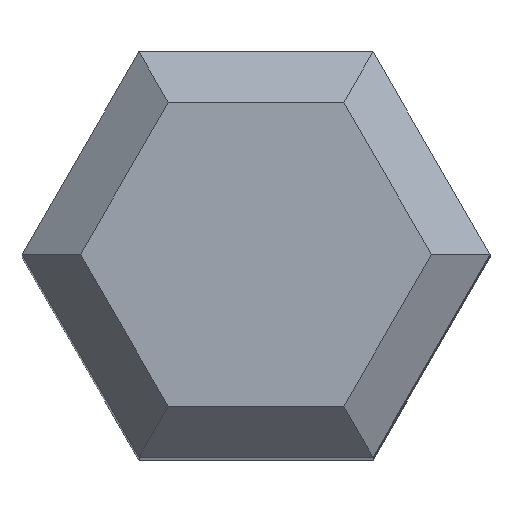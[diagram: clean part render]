
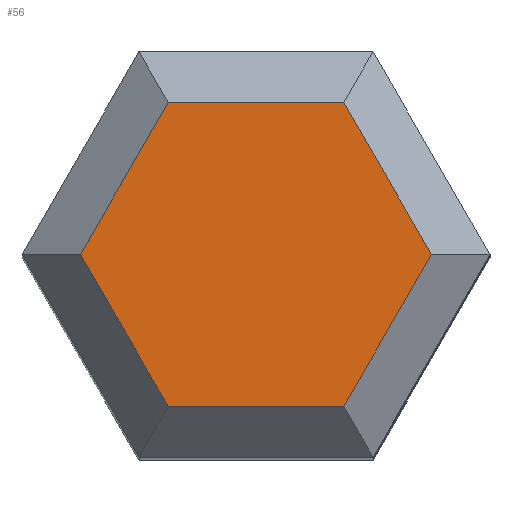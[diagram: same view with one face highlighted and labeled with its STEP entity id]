
A CAD part, top view. The second image highlights one B-rep face of the part: STEP entity #56.
In plain terms, the highlighted planar face has unit normal (0, 0, 1).
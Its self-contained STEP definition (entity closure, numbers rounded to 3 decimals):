
#4 = CARTESIAN_POINT ( 'NONE',  ( -0.722, -1.75, 20. ) ) ;
#10 = VECTOR ( 'NONE', #355, 1000. ) ;
#19 = DIRECTION ( 'NONE',  ( -1., 0., 0. ) ) ;
#20 = CARTESIAN_POINT ( 'NONE',  ( -0.866, 1.5, 20. ) ) ;
#45 = VECTOR ( 'NONE', #19, 1000. ) ;
#46 = VECTOR ( 'NONE', #676, 1000. ) ;
#56 = ADVANCED_FACE ( 'NONE', ( #771 ), #376, .T. ) ;
#69 = LINE ( 'NONE', #664, #46 ) ;
#75 = LINE ( 'NONE', #4, #138 ) ;
#138 = VECTOR ( 'NONE', #799, 1000. ) ;
#160 = LINE ( 'NONE', #428, #45 ) ;
#177 = ORIENTED_EDGE ( 'NONE', *, *, #217, .T. ) ;
#192 = VERTEX_POINT ( 'NONE', #20 ) ;
#217 = EDGE_CURVE ( 'NONE', #192, #598, #633, .T. ) ;
#243 = EDGE_CURVE ( 'NONE', #584, #761, #273, .T. ) ;
#273 = LINE ( 'NONE', #283, #10 ) ;
#283 = CARTESIAN_POINT ( 'NONE',  ( 1.155, -1.5, 20. ) ) ;
#309 = CARTESIAN_POINT ( 'NONE',  ( 0.866, 1.5, 20. ) ) ;
#340 = EDGE_LOOP ( 'NONE', ( #490, #862, #541, #778, #716, #177 ) ) ;
#355 = DIRECTION ( 'NONE',  ( 1., 0., 0. ) ) ;
#369 = EDGE_CURVE ( 'NONE', #454, #192, #160, .T. ) ;
#376 = PLANE ( 'NONE',  #668 ) ;
#400 = CARTESIAN_POINT ( 'NONE',  ( 0., 0., 20. ) ) ;
#417 = CARTESIAN_POINT ( 'NONE',  ( 1.876, 0.25, 20. ) ) ;
#428 = CARTESIAN_POINT ( 'NONE',  ( -1.155, 1.5, 20. ) ) ;
#449 = VECTOR ( 'NONE', #570, 1000. ) ;
#454 = VERTEX_POINT ( 'NONE', #309 ) ;
#490 = ORIENTED_EDGE ( 'NONE', *, *, #529, .T. ) ;
#493 = LINE ( 'NONE', #417, #821 ) ;
#529 = EDGE_CURVE ( 'NONE', #598, #584, #75, .T. ) ;
#541 = ORIENTED_EDGE ( 'NONE', *, *, #573, .T. ) ;
#566 = DIRECTION ( 'NONE',  ( 0.5, 0.866, 0. ) ) ;
#570 = DIRECTION ( 'NONE',  ( -0.5, -0.866, 0. ) ) ;
#573 = EDGE_CURVE ( 'NONE', #761, #770, #493, .T. ) ;
#582 = EDGE_CURVE ( 'NONE', #770, #454, #69, .T. ) ;
#584 = VERTEX_POINT ( 'NONE', #681 ) ;
#598 = VERTEX_POINT ( 'NONE', #669 ) ;
#633 = LINE ( 'NONE', #636, #449 ) ;
#636 = CARTESIAN_POINT ( 'NONE',  ( -1.876, -0.25, 20. ) ) ;
#664 = CARTESIAN_POINT ( 'NONE',  ( 0.722, 1.75, 20. ) ) ;
#665 = DIRECTION ( 'NONE',  ( 0., 0., 1. ) ) ;
#668 = AXIS2_PLACEMENT_3D ( 'NONE', #400, #665, #787 ) ;
#669 = CARTESIAN_POINT ( 'NONE',  ( -1.732, 0., 20. ) ) ;
#676 = DIRECTION ( 'NONE',  ( -0.5, 0.866, 0. ) ) ;
#681 = CARTESIAN_POINT ( 'NONE',  ( -0.866, -1.5, 20. ) ) ;
#714 = CARTESIAN_POINT ( 'NONE',  ( 0.866, -1.5, 20. ) ) ;
#716 = ORIENTED_EDGE ( 'NONE', *, *, #369, .T. ) ;
#752 = CARTESIAN_POINT ( 'NONE',  ( 1.732, 0., 20. ) ) ;
#761 = VERTEX_POINT ( 'NONE', #714 ) ;
#770 = VERTEX_POINT ( 'NONE', #752 ) ;
#771 = FACE_OUTER_BOUND ( 'NONE', #340, .T. ) ;
#778 = ORIENTED_EDGE ( 'NONE', *, *, #582, .T. ) ;
#787 = DIRECTION ( 'NONE',  ( 1., 0., 0. ) ) ;
#799 = DIRECTION ( 'NONE',  ( 0.5, -0.866, 0. ) ) ;
#821 = VECTOR ( 'NONE', #566, 1000. ) ;
#862 = ORIENTED_EDGE ( 'NONE', *, *, #243, .T. ) ;
